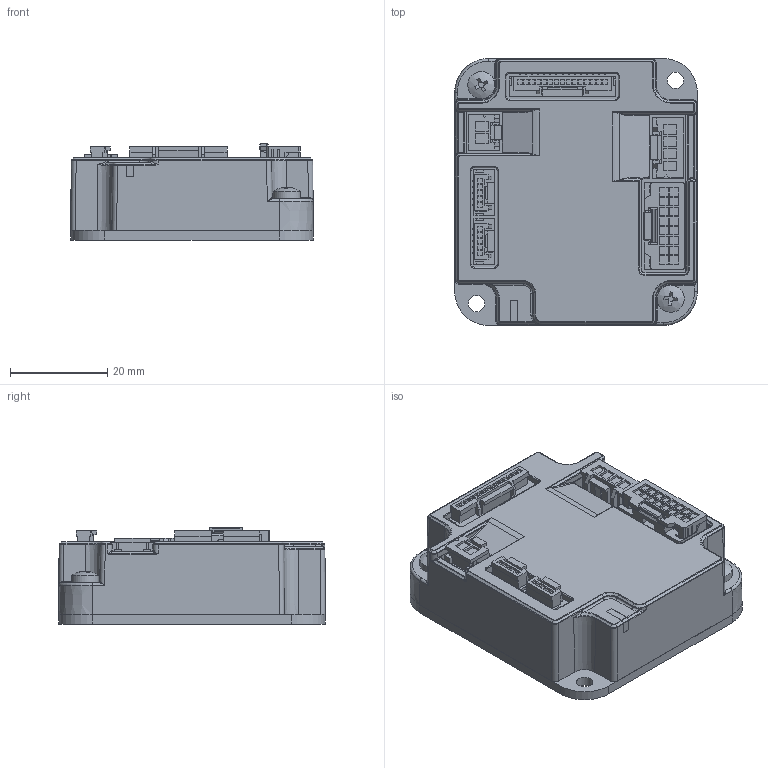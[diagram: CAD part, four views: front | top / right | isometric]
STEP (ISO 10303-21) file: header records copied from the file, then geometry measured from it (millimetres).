
FILE_DESCRIPTION (( 'STEP AP214' ), '1' );
FILE_NAME ('SFA.1.1.1.1.1.STEP', '2021-05-06T05:03:01', ( '' ), ( '' ), 'SwSTEP 2.0', 'SolidWorks 2015', '' );
FILE_SCHEMA (( 'AUTOMOTIVE_DESIGN' ));
Length unit declared in the file: millimetre
Products named in the file (2): SFA.1.1.1.1.1
Bounding box: 50 x 55 x 19.85 mm (x, y, z)
Surface area: 30763.2 mm2 (no closed solid volume)
Topology: 0 solids, 21 shells, 2561 faces, 6581 edges, 4147 vertices
Faces by surface type: plane 1887, cylinder 381, bspline 178, torus 65, cone 31, sphere 19
Full cylindrical faces by diameter (mm): 0.6 x60, 0.7 x2, 0.762 x6, 0.9 x16, 1 x5, 2.5 x2, 3 x2, 3.4 x6, 5 x2, 5.6 x2
Entity records: 107635 total; most frequent: CARTESIAN_POINT 18776, ORIENTED_EDGE 12856, DIRECTION 11479, EDGE_CURVE 6430, LINE 5157, VECTOR 5157, VERTEX_POINT 4142, AXIS2_PLACEMENT_3D 3161
